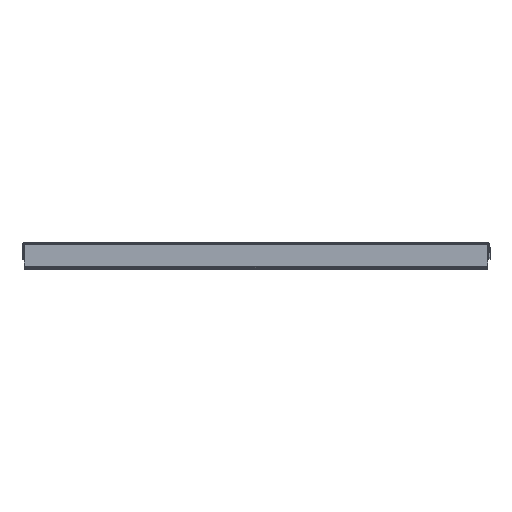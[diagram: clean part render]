
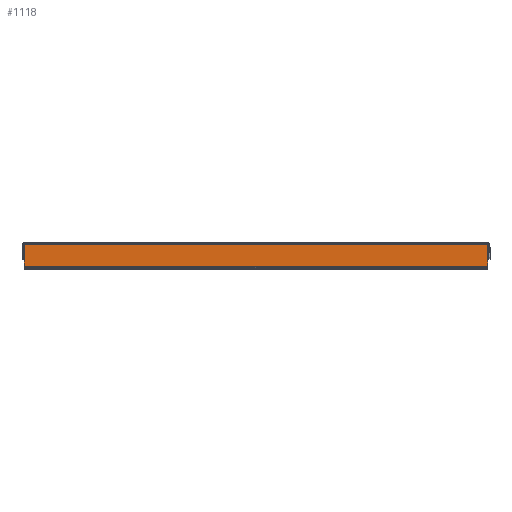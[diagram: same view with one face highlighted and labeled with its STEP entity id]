
A CAD part, top view. The second image highlights one B-rep face of the part: STEP entity #1118.
In plain terms, the highlighted planar face has unit normal (0, 0, 1).
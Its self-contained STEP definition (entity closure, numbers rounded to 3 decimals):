
#276 = ORIENTED_EDGE ( 'NONE', *, *, #11047, .F. ) ;
#882 = CARTESIAN_POINT ( 'NONE',  ( 296., -30., 399. ) ) ;
#934 = EDGE_CURVE ( 'NONE', #10001, #4594, #14297, .T. ) ;
#1118 = ADVANCED_FACE ( 'NONE', ( #1191 ), #16237, .T. ) ;
#1191 = FACE_OUTER_BOUND ( 'NONE', #2105, .T. ) ;
#1384 = VECTOR ( 'NONE', #13682, 1000. ) ;
#2105 = EDGE_LOOP ( 'NONE', ( #10958, #17402, #276, #7242 ) ) ;
#2182 = CARTESIAN_POINT ( 'NONE',  ( -296., -30., 399. ) ) ;
#2790 = DIRECTION ( 'NONE',  ( 0., 0., 1. ) ) ;
#2858 = EDGE_CURVE ( 'NONE', #14121, #15923, #16171, .T. ) ;
#3279 = CARTESIAN_POINT ( 'NONE',  ( -296., -1.5, 399. ) ) ;
#4097 = CARTESIAN_POINT ( 'NONE',  ( 0., 0., 399. ) ) ;
#4245 = CARTESIAN_POINT ( 'NONE',  ( 296., -30., 399. ) ) ;
#4594 = VERTEX_POINT ( 'NONE', #7574 ) ;
#4598 = DIRECTION ( 'NONE',  ( 0., 1., 0. ) ) ;
#5012 = DIRECTION ( 'NONE',  ( -1., 0., 0. ) ) ;
#5591 = CARTESIAN_POINT ( 'NONE',  ( -296., -3., 399. ) ) ;
#7242 = ORIENTED_EDGE ( 'NONE', *, *, #934, .F. ) ;
#7574 = CARTESIAN_POINT ( 'NONE',  ( -296., -30., 399. ) ) ;
#9059 = VECTOR ( 'NONE', #15135, 1000. ) ;
#9442 = CARTESIAN_POINT ( 'NONE',  ( 0., -3., 399. ) ) ;
#9715 = EDGE_CURVE ( 'NONE', #14121, #10001, #12488, .T. ) ;
#10001 = VERTEX_POINT ( 'NONE', #882 ) ;
#10383 = VECTOR ( 'NONE', #5012, 1000. ) ;
#10393 = AXIS2_PLACEMENT_3D ( 'NONE', #4097, #2790, #10675 ) ;
#10675 = DIRECTION ( 'NONE',  ( 0., -1., 0. ) ) ;
#10894 = VECTOR ( 'NONE', #4598, 1000. ) ;
#10958 = ORIENTED_EDGE ( 'NONE', *, *, #9715, .F. ) ;
#11047 = EDGE_CURVE ( 'NONE', #4594, #15923, #12848, .T. ) ;
#12488 = LINE ( 'NONE', #4245, #9059 ) ;
#12848 = LINE ( 'NONE', #3279, #10894 ) ;
#13682 = DIRECTION ( 'NONE',  ( -1., 0., 0. ) ) ;
#14121 = VERTEX_POINT ( 'NONE', #15139 ) ;
#14297 = LINE ( 'NONE', #2182, #10383 ) ;
#15135 = DIRECTION ( 'NONE',  ( 0., -1., 0. ) ) ;
#15139 = CARTESIAN_POINT ( 'NONE',  ( 296., -3., 399. ) ) ;
#15923 = VERTEX_POINT ( 'NONE', #5591 ) ;
#16171 = LINE ( 'NONE', #9442, #1384 ) ;
#16237 = PLANE ( 'NONE',  #10393 ) ;
#17402 = ORIENTED_EDGE ( 'NONE', *, *, #2858, .T. ) ;
